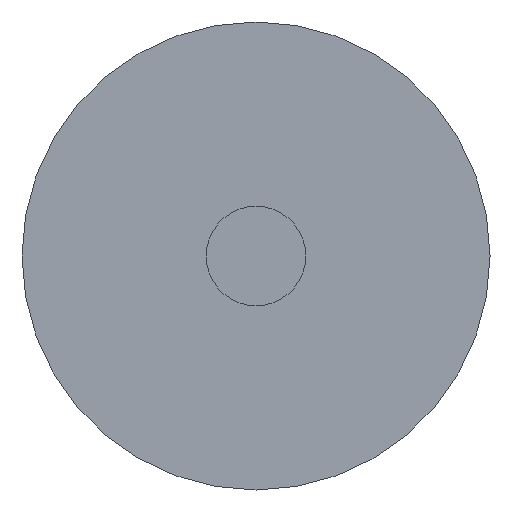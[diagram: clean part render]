
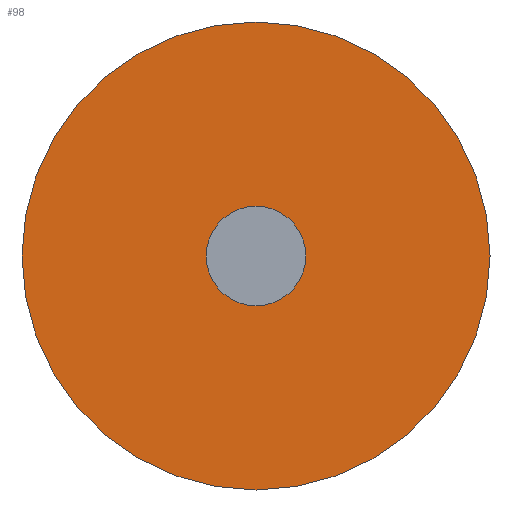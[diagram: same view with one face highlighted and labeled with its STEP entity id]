
A CAD part, front view. The second image highlights one B-rep face of the part: STEP entity #98.
In plain terms, the highlighted planar face has unit normal (0, -1, 0).
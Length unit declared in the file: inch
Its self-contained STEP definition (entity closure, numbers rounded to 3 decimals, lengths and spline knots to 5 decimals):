
#10 = DIRECTION ( 'NONE',  ( 0., 0., 1. ) ) ;
#31 = DIRECTION ( 'NONE',  ( 0., -1., 0. ) ) ;
#50 = DIRECTION ( 'NONE',  ( 0., 0., 1. ) ) ;
#98 = ADVANCED_FACE ( 'NONE', ( #100, #281 ), #444, .F. ) ;
#100 = FACE_BOUND ( 'NONE', #347, .T. ) ;
#102 = ORIENTED_EDGE ( 'NONE', *, *, #455, .F. ) ;
#112 = DIRECTION ( 'NONE',  ( 0., 0., 1. ) ) ;
#114 = CIRCLE ( 'NONE', #505, 0.047 ) ;
#115 = CARTESIAN_POINT ( 'NONE',  ( 0., 0., 0. ) ) ;
#118 = ORIENTED_EDGE ( 'NONE', *, *, #407, .F. ) ;
#119 = CARTESIAN_POINT ( 'NONE',  ( 0., 0., 0.01 ) ) ;
#120 = EDGE_CURVE ( 'NONE', #291, #297, #353, .T. ) ;
#130 = AXIS2_PLACEMENT_3D ( 'NONE', #400, #309, #245 ) ;
#143 = CARTESIAN_POINT ( 'NONE',  ( 0., 0., 0. ) ) ;
#148 = CARTESIAN_POINT ( 'NONE',  ( 0., 0., 0. ) ) ;
#166 = AXIS2_PLACEMENT_3D ( 'NONE', #148, #480, #50 ) ;
#184 = AXIS2_PLACEMENT_3D ( 'NONE', #143, #595, #10 ) ;
#201 = CARTESIAN_POINT ( 'NONE',  ( 0., 0., 0. ) ) ;
#231 = CARTESIAN_POINT ( 'NONE',  ( 0., 0., -0.047 ) ) ;
#237 = VERTEX_POINT ( 'NONE', #431 ) ;
#245 = DIRECTION ( 'NONE',  ( 0., 0., 1. ) ) ;
#274 = VERTEX_POINT ( 'NONE', #119 ) ;
#281 = FACE_OUTER_BOUND ( 'NONE', #333, .T. ) ;
#291 = VERTEX_POINT ( 'NONE', #231 ) ;
#297 = VERTEX_POINT ( 'NONE', #611 ) ;
#300 = DIRECTION ( 'NONE',  ( 0., 0., 1. ) ) ;
#301 = CIRCLE ( 'NONE', #184, 0.01 ) ;
#309 = DIRECTION ( 'NONE',  ( 0., 1., 0. ) ) ;
#325 = ORIENTED_EDGE ( 'NONE', *, *, #120, .F. ) ;
#333 = EDGE_LOOP ( 'NONE', ( #325, #118 ) ) ;
#347 = EDGE_LOOP ( 'NONE', ( #460, #102 ) ) ;
#353 = CIRCLE ( 'NONE', #166, 0.047 ) ;
#400 = CARTESIAN_POINT ( 'NONE',  ( 0., 0., 0. ) ) ;
#407 = EDGE_CURVE ( 'NONE', #297, #291, #114, .T. ) ;
#431 = CARTESIAN_POINT ( 'NONE',  ( 0., 0., -0.01 ) ) ;
#437 = AXIS2_PLACEMENT_3D ( 'NONE', #115, #31, #300 ) ;
#444 = PLANE ( 'NONE',  #130 ) ;
#454 = DIRECTION ( 'NONE',  ( 0., 1., 0. ) ) ;
#455 = EDGE_CURVE ( 'NONE', #237, #274, #474, .T. ) ;
#460 = ORIENTED_EDGE ( 'NONE', *, *, #564, .F. ) ;
#474 = CIRCLE ( 'NONE', #437, 0.01 ) ;
#480 = DIRECTION ( 'NONE',  ( 0., 1., 0. ) ) ;
#505 = AXIS2_PLACEMENT_3D ( 'NONE', #201, #454, #112 ) ;
#564 = EDGE_CURVE ( 'NONE', #274, #237, #301, .T. ) ;
#595 = DIRECTION ( 'NONE',  ( 0., -1., 0. ) ) ;
#611 = CARTESIAN_POINT ( 'NONE',  ( 0., 0., 0.047 ) ) ;
